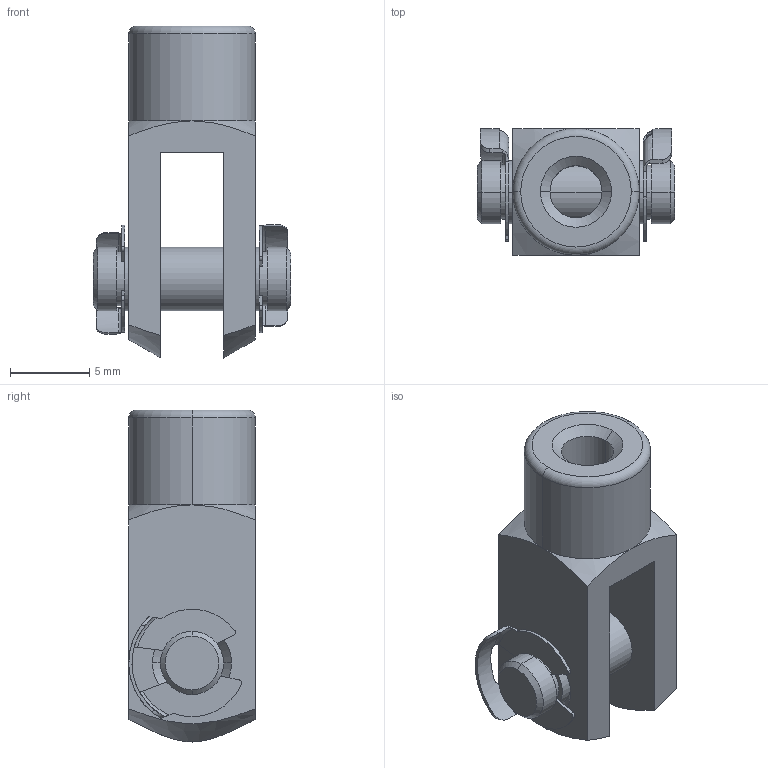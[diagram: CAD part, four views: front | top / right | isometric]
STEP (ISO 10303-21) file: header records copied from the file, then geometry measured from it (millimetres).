
FILE_DESCRIPTION (( 'STEP AP214' ), '1' );
FILE_NAME ('10 ÇB-RC.STEP', '2010-08-10T14:21:40', ( '' ), ( '' ), 'SwSTEP 2.0', 'SolidWorks 2010', '' );
FILE_SCHEMA (( 'AUTOMOTIVE_DESIGN' ));
Length unit declared in the file: millimetre
Products named in the file (4): 10   オ  ; 10  ﾇB  PﾝMﾝ; 10  KLÝPS; 10  オ-RC
Assembly tree (4 placements, depth 2):
  10  オ-RC
    10  ﾇB  PﾝMﾝ
    10   オ  
    10  KLÝPS  x2
Bounding box: 12.5 x 8 x 21 mm (x, y, z)
Volume: 849.2 mm3; surface area: 1196.8 mm2
Topology: 4 solids, 4 shells, 123 faces, 303 edges, 192 vertices
Faces by surface type: cylinder 58, plane 38, cone 17, torus 10
Entity records: 2885 total; most frequent: CARTESIAN_POINT 667, DIRECTION 453, ORIENTED_EDGE 414, EDGE_CURVE 207, AXIS2_PLACEMENT_3D 186, VERTEX_POINT 130, EDGE_LOOP 97, CIRCLE 92
